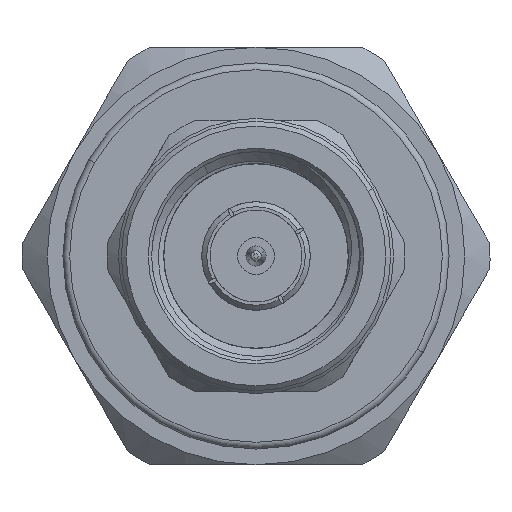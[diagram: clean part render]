
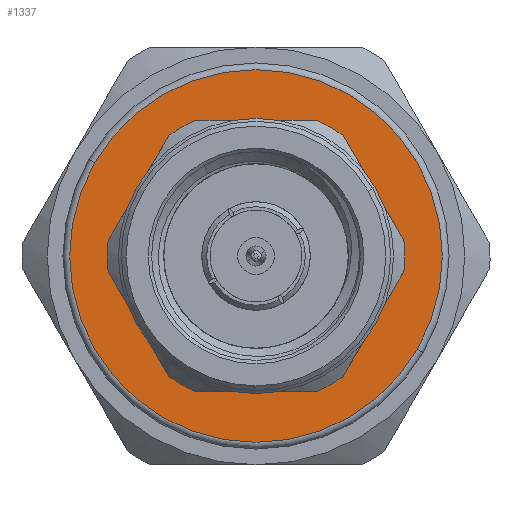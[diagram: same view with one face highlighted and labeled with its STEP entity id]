
A CAD part, left-side view. The second image highlights one B-rep face of the part: STEP entity #1337.
In plain terms, the highlighted face is planar.
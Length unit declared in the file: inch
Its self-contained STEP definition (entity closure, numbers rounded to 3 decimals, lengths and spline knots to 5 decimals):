
#341 = DIRECTION ( 'NONE',  ( -1., 0., 0. ) ) ;
#408 = EDGE_CURVE ( 'NONE', #1462, #6323, #3635, .T. ) ;
#475 = EDGE_CURVE ( 'NONE', #6323, #1462, #5339, .T. ) ;
#902 = DIRECTION ( 'NONE',  ( 1., 0., 0. ) ) ;
#971 = CARTESIAN_POINT ( 'NONE',  ( 0.48, 0., -0.55779 ) ) ;
#1120 = DIRECTION ( 'NONE',  ( 0., 0., 1. ) ) ;
#1202 = ORIENTED_EDGE ( 'NONE', *, *, #408, .T. ) ;
#1337 = ADVANCED_FACE ( 'NONE', ( #10137, #8567 ), #10292, .F. ) ;
#1462 = VERTEX_POINT ( 'NONE', #971 ) ;
#1659 = VERTEX_POINT ( 'NONE', #10505 ) ;
#1985 = EDGE_LOOP ( 'NONE', ( #3134, #6767 ) ) ;
#2549 = DIRECTION ( 'NONE',  ( 1., 0., 0. ) ) ;
#2820 = CARTESIAN_POINT ( 'NONE',  ( 0.48, 0., 0. ) ) ;
#3134 = ORIENTED_EDGE ( 'NONE', *, *, #3511, .F. ) ;
#3511 = EDGE_CURVE ( 'NONE', #1659, #6796, #3932, .T. ) ;
#3635 = CIRCLE ( 'NONE', #9984, 0.55779 ) ;
#3774 = CARTESIAN_POINT ( 'NONE',  ( 0.48, 0., 0. ) ) ;
#3802 = CARTESIAN_POINT ( 'NONE',  ( 0.48, 0., 0. ) ) ;
#3932 = CIRCLE ( 'NONE', #8210, 0.37157 ) ;
#4020 = CIRCLE ( 'NONE', #10374, 0.37157 ) ;
#5339 = CIRCLE ( 'NONE', #7247, 0.55779 ) ;
#6199 = DIRECTION ( 'NONE',  ( 0., 0., 1. ) ) ;
#6323 = VERTEX_POINT ( 'NONE', #10593 ) ;
#6767 = ORIENTED_EDGE ( 'NONE', *, *, #7559, .F. ) ;
#6796 = VERTEX_POINT ( 'NONE', #7930 ) ;
#7040 = DIRECTION ( 'NONE',  ( 1., 0., 0. ) ) ;
#7247 = AXIS2_PLACEMENT_3D ( 'NONE', #3802, #7040, #8539 ) ;
#7439 = CARTESIAN_POINT ( 'NONE',  ( 0.48, 0., 0. ) ) ;
#7559 = EDGE_CURVE ( 'NONE', #6796, #1659, #4020, .T. ) ;
#7735 = DIRECTION ( 'NONE',  ( 0., 0., 1. ) ) ;
#7930 = CARTESIAN_POINT ( 'NONE',  ( 0.48, 0., 0.37157 ) ) ;
#7931 = AXIS2_PLACEMENT_3D ( 'NONE', #2820, #341, #6199 ) ;
#8210 = AXIS2_PLACEMENT_3D ( 'NONE', #7439, #2549, #10117 ) ;
#8484 = CARTESIAN_POINT ( 'NONE',  ( 0.48, 0., 0. ) ) ;
#8539 = DIRECTION ( 'NONE',  ( 0., 0., 1. ) ) ;
#8567 = FACE_BOUND ( 'NONE', #1985, .T. ) ;
#8723 = EDGE_LOOP ( 'NONE', ( #10022, #1202 ) ) ;
#9984 = AXIS2_PLACEMENT_3D ( 'NONE', #8484, #902, #1120 ) ;
#10022 = ORIENTED_EDGE ( 'NONE', *, *, #475, .T. ) ;
#10117 = DIRECTION ( 'NONE',  ( 0., 0., 1. ) ) ;
#10137 = FACE_OUTER_BOUND ( 'NONE', #8723, .T. ) ;
#10233 = DIRECTION ( 'NONE',  ( 1., 0., 0. ) ) ;
#10292 = PLANE ( 'NONE',  #7931 ) ;
#10374 = AXIS2_PLACEMENT_3D ( 'NONE', #3774, #10233, #7735 ) ;
#10505 = CARTESIAN_POINT ( 'NONE',  ( 0.48, 0., -0.37157 ) ) ;
#10593 = CARTESIAN_POINT ( 'NONE',  ( 0.48, 0., 0.55779 ) ) ;
